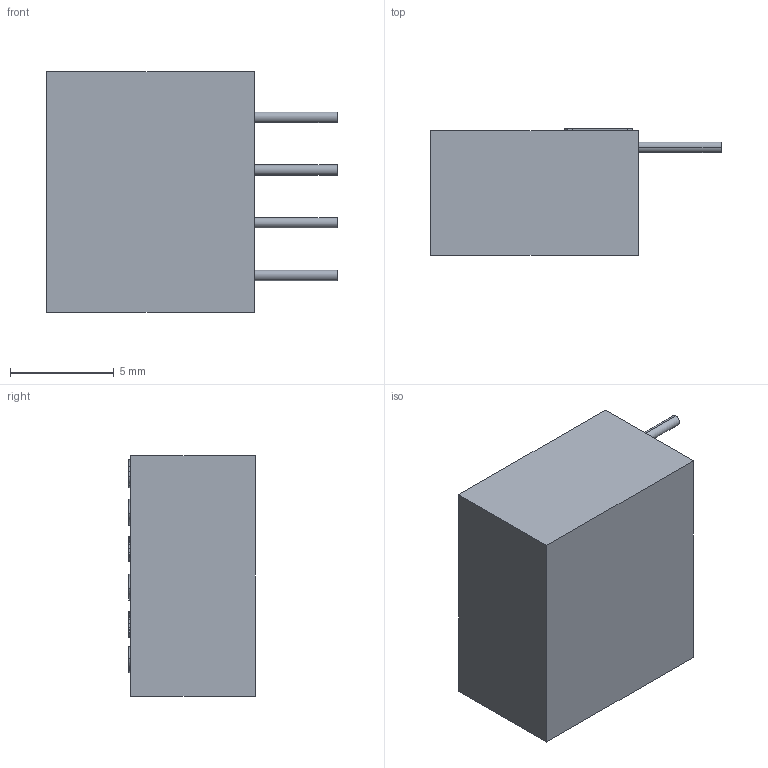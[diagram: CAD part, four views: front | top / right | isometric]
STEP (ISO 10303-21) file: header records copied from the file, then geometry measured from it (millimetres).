
FILE_DESCRIPTION (( 'STEP AP214' ), '1' );
FILE_NAME ('User Library-B0505S.STEP', '2021-08-07T17:32:29', ( '' ), ( '' ), 'SwSTEP 2.0', 'SolidWorks 2021', '' );
FILE_SCHEMA (( 'AUTOMOTIVE_DESIGN' ));
Length unit declared in the file: millimetre
Products named in the file (1): User Library-B0505S
Bounding box: 14 x 6.1 x 11.6 mm (x, y, z)
Volume: 687.7 mm3; surface area: 529.6 mm2
Topology: 1 solids, 1 shells, 171 faces, 466 edges, 308 vertices
Faces by surface type: plane 79, bspline 72, cylinder 12, torus 8
Entity records: 9164 total; most frequent: CARTESIAN_POINT 5090, ORIENTED_EDGE 932, DIRECTION 550, EDGE_CURVE 466, VERTEX_POINT 308, LINE 278, VECTOR 278, EDGE_LOOP 182
